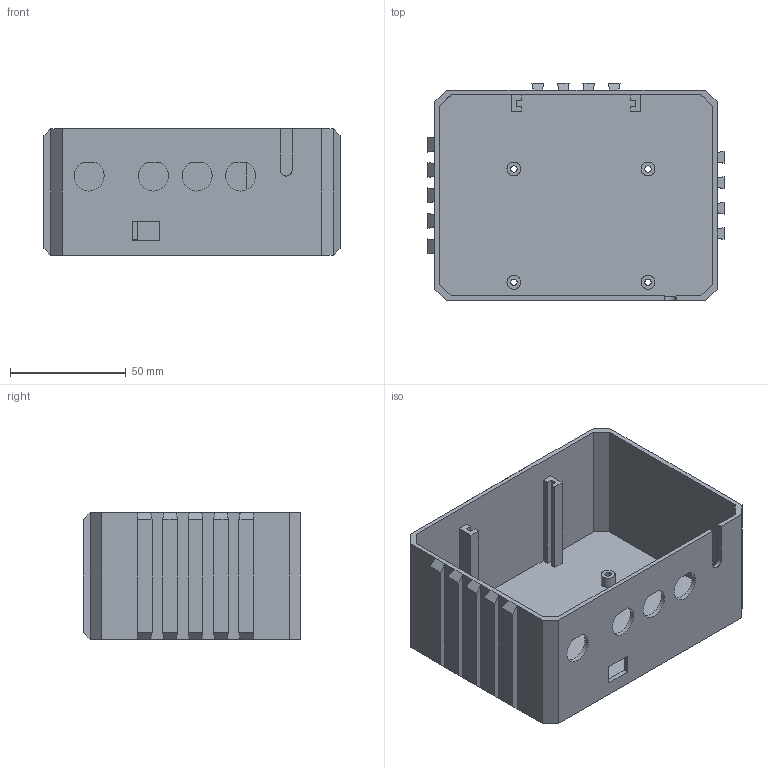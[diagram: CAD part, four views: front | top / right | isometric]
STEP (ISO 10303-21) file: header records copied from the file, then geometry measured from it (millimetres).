
FILE_DESCRIPTION(/* description */ (''),/* implementation_level */ '2;1');
FILE_NAME(/* name */ 'TENTAC~1',/* time_stamp */ '2019-02-04T19:58:44-05:00',/* author */ (''),/* organization */ (''),/* preprocessor_version */ 'ST-DEVELOPER v15',/* originating_system */ '',/* authorisation */ '');
FILE_SCHEMA (('AUTOMOTIVE_DESIGN'));
Length unit declared in the file: millimetre
Products named in the file (1): Document
Bounding box: 128.05 x 94 x 54.8 mm (x, y, z)
Volume: 78035.1 mm3; surface area: 73826.5 mm2
Topology: 11 solids, 11 shells, 192 faces, 490 edges, 324 vertices
Faces by surface type: plane 137, bspline 55
Entity records: 6632 total; most frequent: CARTESIAN_POINT 3466, ORIENTED_EDGE 916, EDGE_CURVE 458, B_SPLINE_CURVE_WITH_KNOTS 307, VERTEX_POINT 288, EDGE_LOOP 226, ADVANCED_FACE 192, FACE_OUTER_BOUND 192
